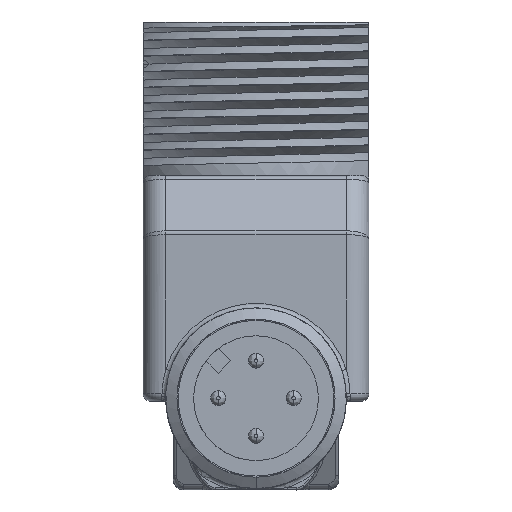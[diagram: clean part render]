
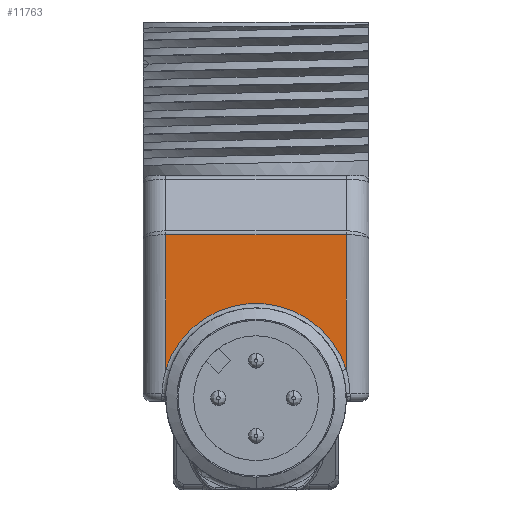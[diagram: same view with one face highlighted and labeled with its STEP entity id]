
A CAD part, front view. The second image highlights one B-rep face of the part: STEP entity #11763.
In plain terms, the highlighted planar face has unit normal (0, -1, 0).
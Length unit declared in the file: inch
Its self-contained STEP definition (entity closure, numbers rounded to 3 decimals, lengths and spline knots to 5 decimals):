
#775=DIRECTION('',(0.,0.,-1.));
#776=VECTOR('',#775,0.35208);
#777=CARTESIAN_POINT('',(-0.23622,-0.67913,
0.14818));
#778=LINE('',#777,#776);
#787=DIRECTION('',(0.,0.,1.));
#788=VECTOR('',#787,0.35208);
#789=CARTESIAN_POINT('',(0.23622,-0.67913,
-0.2039));
#790=LINE('',#789,#788);
#4078=CARTESIAN_POINT('',(-0.23622,-0.67913,
-0.2039));
#4098=CARTESIAN_POINT('',(0.,-0.67913,-0.27953));
#4099=DIRECTION('',(0.,-1.,0.));
#4100=DIRECTION('',(0.952,0.,0.305));
#4101=AXIS2_PLACEMENT_3D('',#4098,#4099,#4100);
#5720=DIRECTION('',(-1.,0.,0.));
#5721=VECTOR('',#5720,0.47244);
#5722=CARTESIAN_POINT('',(0.23622,-0.67913,
0.14818));
#5723=LINE('',#5722,#5721);
#5733=CARTESIAN_POINT('',(-0.23622,-0.67913,
0.14818));
#10178=VERTEX_POINT('',#5733);
#10181=CARTESIAN_POINT('',(0.23622,-0.67913,
0.14818));
#10182=VERTEX_POINT('',#10181);
#11150=VERTEX_POINT('',#4078);
#11154=CARTESIAN_POINT('',(0.23622,-0.67913,
-0.2039));
#11155=VERTEX_POINT('',#11154);
#11749=CARTESIAN_POINT('',(0.29528,-0.67913,0.));
#11750=DIRECTION('',(0.,-1.,0.));
#11751=DIRECTION('',(0.,0.,1.));
#11752=AXIS2_PLACEMENT_3D('',#11749,#11750,#11751);
#11753=PLANE('',#11752);
#11755=ORIENTED_EDGE('',*,*,#11754,.F.);
#11757=ORIENTED_EDGE('',*,*,#11756,.T.);
#11758=ORIENTED_EDGE('',*,*,#11737,.F.);
#11760=ORIENTED_EDGE('',*,*,#11759,.F.);
#11761=EDGE_LOOP('',(#11755,#11757,#11758,#11760));
#11762=FACE_OUTER_BOUND('',#11761,.F.);
#11763=ADVANCED_FACE('',(#11762),#11753,.T.);
#4102=CIRCLE('',#4101,0.24803);
#11737=EDGE_CURVE('',#10178,#11150,#778,.T.);
#11754=EDGE_CURVE('',#11155,#10182,#790,.T.);
#11756=EDGE_CURVE('',#11155,#11150,#4102,.T.);
#11759=EDGE_CURVE('',#10182,#10178,#5723,.T.);
